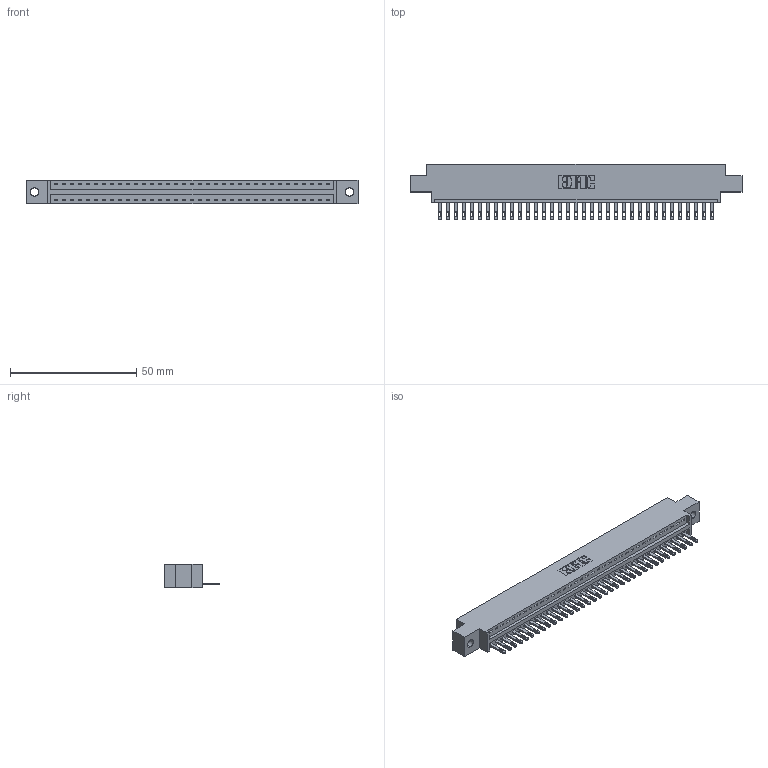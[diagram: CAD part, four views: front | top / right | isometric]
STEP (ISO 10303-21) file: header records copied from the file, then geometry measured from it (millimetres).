
FILE_DESCRIPTION (( 'STEP AP203' ), '1' );
FILE_NAME ('346-035-500-602.STEP', '2018-08-23T23:39:58', ( '' ), ( '' ), 'SwSTEP 2.0', 'SolidWorks 2016', '' );
FILE_SCHEMA (( 'CONFIG_CONTROL_DESIGN' ));
Length unit declared in the file: inch
Products named in the file (3): 346 Part_0.170 Offset - 0.128 Dia; 345-292-001_345-293-100; 346-035-500-602
Assembly tree (36 placements, depth 2):
  346-035-500-602
    346 Part_0.170 Offset - 0.128 Dia
    345-292-001_345-293-100  x35
Bounding box: 131.7 x 21.84 x 9.4 mm (x, y, z)
Volume: 12388.6 mm3; surface area: 15379.3 mm2
Topology: 36 solids, 36 shells, 2016 faces, 6221 edges, 4146 vertices
Faces by surface type: plane 1270, cylinder 746
Entity records: 22729 total; most frequent: CARTESIAN_POINT 3905, ORIENTED_EDGE 3874, DIRECTION 3455, EDGE_CURVE 1937, VECTOR 1661, LINE 1661, VERTEX_POINT 1290, AXIS2_PLACEMENT_3D 897
